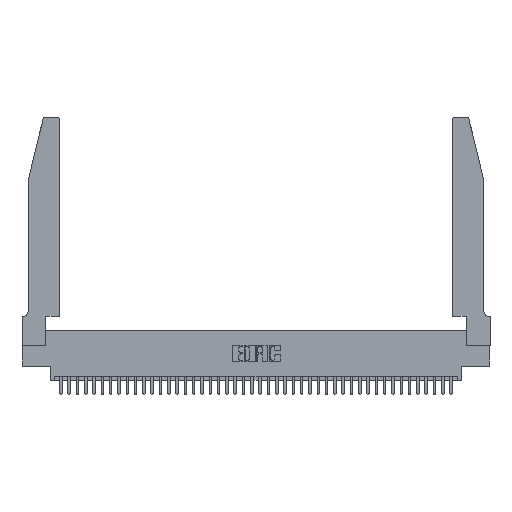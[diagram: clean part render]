
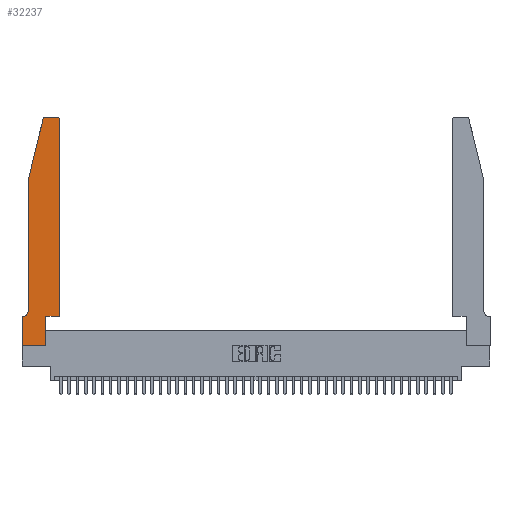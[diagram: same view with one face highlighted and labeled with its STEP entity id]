
A CAD part, top view. The second image highlights one B-rep face of the part: STEP entity #32237.
In plain terms, the highlighted planar face has unit normal (0, 0, 1).
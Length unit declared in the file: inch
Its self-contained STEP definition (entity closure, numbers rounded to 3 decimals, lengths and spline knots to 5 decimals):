
#50 = EDGE_CURVE ( 'NONE', #24397, #23379, #8945, .T. ) ;
#989 = CARTESIAN_POINT ( 'NONE',  ( 0.0755, 2., 0.37 ) ) ;
#1511 = DIRECTION ( 'NONE',  ( 0., 0., 1. ) ) ;
#2253 = CARTESIAN_POINT ( 'NONE',  ( 0.4505, 0.35, 0.37 ) ) ;
#2284 = LINE ( 'NONE', #13305, #9945 ) ;
#3197 = ORIENTED_EDGE ( 'NONE', *, *, #24122, .T. ) ;
#3465 = CARTESIAN_POINT ( 'NONE',  ( 0., 0.35, 0.37 ) ) ;
#4142 = EDGE_CURVE ( 'NONE', #25609, #11633, #38741, .T. ) ;
#4169 = CARTESIAN_POINT ( 'NONE',  ( 0.284, 2.72, 0.37 ) ) ;
#4333 = VECTOR ( 'NONE', #41114, 39.37008 ) ;
#4351 = CARTESIAN_POINT ( 'NONE',  ( 0.0755, 2., 0.37 ) ) ;
#4443 = DIRECTION ( 'NONE',  ( 1., 0., 0. ) ) ;
#5535 = VERTEX_POINT ( 'NONE', #7951 ) ;
#5855 = CARTESIAN_POINT ( 'NONE',  ( 0.4505, 2.72, 0.37 ) ) ;
#6306 = VECTOR ( 'NONE', #29540, 39.37008 ) ;
#6441 = CARTESIAN_POINT ( 'NONE',  ( 0.2865, 0., 0.37 ) ) ;
#6761 = DIRECTION ( 'NONE',  ( 0., 0., 1. ) ) ;
#7126 = LINE ( 'NONE', #41624, #15823 ) ;
#7484 = DIRECTION ( 'NONE',  ( 1., 0., 0. ) ) ;
#7588 = CIRCLE ( 'NONE', #13167, 0.03 ) ;
#7951 = CARTESIAN_POINT ( 'NONE',  ( 0., 0., 0.37 ) ) ;
#8300 = ORIENTED_EDGE ( 'NONE', *, *, #19499, .T. ) ;
#8438 = AXIS2_PLACEMENT_3D ( 'NONE', #31832, #12529, #35041 ) ;
#8690 = DIRECTION ( 'NONE',  ( 1., 0., 0. ) ) ;
#8945 = LINE ( 'NONE', #14710, #15596 ) ;
#9907 = PLANE ( 'NONE',  #11951 ) ;
#9945 = VECTOR ( 'NONE', #23110, 39.37008 ) ;
#9955 = EDGE_LOOP ( 'NONE', ( #15833, #37478, #35627, #33691, #34377, #14787, #3197, #35738, #30988, #29869, #32103, #8300 ) ) ;
#10560 = VERTEX_POINT ( 'NONE', #31082 ) ;
#10582 = CIRCLE ( 'NONE', #16552, 0.03 ) ;
#11505 = VERTEX_POINT ( 'NONE', #31342 ) ;
#11633 = VERTEX_POINT ( 'NONE', #15996 ) ;
#11951 = AXIS2_PLACEMENT_3D ( 'NONE', #3465, #6761, #29415 ) ;
#12529 = DIRECTION ( 'NONE',  ( 0., 0., -1. ) ) ;
#13167 = AXIS2_PLACEMENT_3D ( 'NONE', #4169, #26907, #7484 ) ;
#13305 = CARTESIAN_POINT ( 'NONE',  ( 0., 0., 0.37 ) ) ;
#14710 = CARTESIAN_POINT ( 'NONE',  ( 0.4505, 0.35, 0.37 ) ) ;
#14787 = ORIENTED_EDGE ( 'NONE', *, *, #17966, .T. ) ;
#15138 = CARTESIAN_POINT ( 'NONE',  ( 0.0055, 0.35, 0.37 ) ) ;
#15596 = VECTOR ( 'NONE', #8690, 39.37008 ) ;
#15823 = VECTOR ( 'NONE', #22440, 39.37008 ) ;
#15833 = ORIENTED_EDGE ( 'NONE', *, *, #4142, .T. ) ;
#15996 = CARTESIAN_POINT ( 'NONE',  ( 0.284, 2.75, 0.37 ) ) ;
#16020 = LINE ( 'NONE', #23117, #6306 ) ;
#16380 = EDGE_CURVE ( 'NONE', #28268, #24397, #16020, .T. ) ;
#16552 = AXIS2_PLACEMENT_3D ( 'NONE', #21019, #1511, #24284 ) ;
#17966 = EDGE_CURVE ( 'NONE', #37863, #40122, #7126, .T. ) ;
#19499 = EDGE_CURVE ( 'NONE', #29599, #25609, #10582, .T. ) ;
#20266 = VERTEX_POINT ( 'NONE', #24029 ) ;
#21019 = CARTESIAN_POINT ( 'NONE',  ( 0.4205, 2.72, 0.37 ) ) ;
#21496 = CARTESIAN_POINT ( 'NONE',  ( 0.2865, 0.35, 0.37 ) ) ;
#21918 = CARTESIAN_POINT ( 'NONE',  ( 0.2605, 2.75, 0.37 ) ) ;
#22392 = EDGE_CURVE ( 'NONE', #11505, #37863, #33024, .T. ) ;
#22440 = DIRECTION ( 'NONE',  ( -1., 0., 0. ) ) ;
#22977 = LINE ( 'NONE', #989, #23990 ) ;
#23110 = DIRECTION ( 'NONE',  ( 0., -1., 0. ) ) ;
#23117 = CARTESIAN_POINT ( 'NONE',  ( 0.2865, 0.35, 0.37 ) ) ;
#23379 = VERTEX_POINT ( 'NONE', #34737 ) ;
#23769 = EDGE_CURVE ( 'NONE', #5535, #28268, #24212, .T. ) ;
#23886 = DIRECTION ( 'NONE',  ( 0., -1., 0. ) ) ;
#23972 = CARTESIAN_POINT ( 'NONE',  ( 0.4205, 2.75, 0.37 ) ) ;
#23990 = VECTOR ( 'NONE', #36519, 39.37008 ) ;
#24029 = CARTESIAN_POINT ( 'NONE',  ( 0.25487, 2.72718, 0.37 ) ) ;
#24122 = EDGE_CURVE ( 'NONE', #40122, #5535, #2284, .T. ) ;
#24212 = LINE ( 'NONE', #27178, #40212 ) ;
#24284 = DIRECTION ( 'NONE',  ( 1., 0., 0. ) ) ;
#24397 = VERTEX_POINT ( 'NONE', #21496 ) ;
#24905 = EDGE_CURVE ( 'NONE', #10560, #11505, #40612, .T. ) ;
#25609 = VERTEX_POINT ( 'NONE', #23972 ) ;
#26907 = DIRECTION ( 'NONE',  ( 0., 0., 1. ) ) ;
#27178 = CARTESIAN_POINT ( 'NONE',  ( 0., 0., 0.37 ) ) ;
#28268 = VERTEX_POINT ( 'NONE', #6441 ) ;
#28991 = FACE_OUTER_BOUND ( 'NONE', #9955, .T. ) ;
#29415 = DIRECTION ( 'NONE',  ( 1., 0., 0. ) ) ;
#29540 = DIRECTION ( 'NONE',  ( 0., 1., 0. ) ) ;
#29599 = VERTEX_POINT ( 'NONE', #5855 ) ;
#29773 = CARTESIAN_POINT ( 'NONE',  ( 0., 0.35, 0.37 ) ) ;
#29869 = ORIENTED_EDGE ( 'NONE', *, *, #50, .T. ) ;
#30252 = LINE ( 'NONE', #2253, #37767 ) ;
#30988 = ORIENTED_EDGE ( 'NONE', *, *, #16380, .T. ) ;
#31082 = CARTESIAN_POINT ( 'NONE',  ( 0.0755, 2., 0.37 ) ) ;
#31342 = CARTESIAN_POINT ( 'NONE',  ( 0.0755, 0.42, 0.37 ) ) ;
#31832 = CARTESIAN_POINT ( 'NONE',  ( 0.0055, 0.42, 0.37 ) ) ;
#32103 = ORIENTED_EDGE ( 'NONE', *, *, #40440, .T. ) ;
#32237 = ADVANCED_FACE ( 'NONE', ( #28991 ), #9907, .T. ) ;
#33024 = CIRCLE ( 'NONE', #8438, 0.07 ) ;
#33092 = VECTOR ( 'NONE', #23886, 39.37008 ) ;
#33691 = ORIENTED_EDGE ( 'NONE', *, *, #24905, .T. ) ;
#34377 = ORIENTED_EDGE ( 'NONE', *, *, #22392, .T. ) ;
#34737 = CARTESIAN_POINT ( 'NONE',  ( 0.4505, 0.35, 0.37 ) ) ;
#35041 = DIRECTION ( 'NONE',  ( -1., 0., 0. ) ) ;
#35627 = ORIENTED_EDGE ( 'NONE', *, *, #37671, .T. ) ;
#35738 = ORIENTED_EDGE ( 'NONE', *, *, #23769, .T. ) ;
#36519 = DIRECTION ( 'NONE',  ( -0.239, -0.971, 0. ) ) ;
#37478 = ORIENTED_EDGE ( 'NONE', *, *, #38964, .T. ) ;
#37671 = EDGE_CURVE ( 'NONE', #20266, #10560, #22977, .T. ) ;
#37767 = VECTOR ( 'NONE', #41218, 39.37008 ) ;
#37863 = VERTEX_POINT ( 'NONE', #15138 ) ;
#38741 = LINE ( 'NONE', #21918, #4333 ) ;
#38964 = EDGE_CURVE ( 'NONE', #11633, #20266, #7588, .T. ) ;
#40122 = VERTEX_POINT ( 'NONE', #29773 ) ;
#40212 = VECTOR ( 'NONE', #4443, 39.37008 ) ;
#40440 = EDGE_CURVE ( 'NONE', #23379, #29599, #30252, .T. ) ;
#40612 = LINE ( 'NONE', #4351, #33092 ) ;
#41114 = DIRECTION ( 'NONE',  ( -1., 0., 0. ) ) ;
#41218 = DIRECTION ( 'NONE',  ( 0., 1., 0. ) ) ;
#41624 = CARTESIAN_POINT ( 'NONE',  ( 0.0755, 0.35, 0.37 ) ) ;
